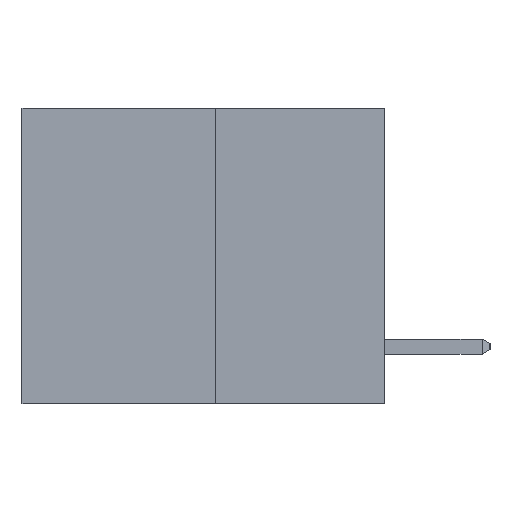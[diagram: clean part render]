
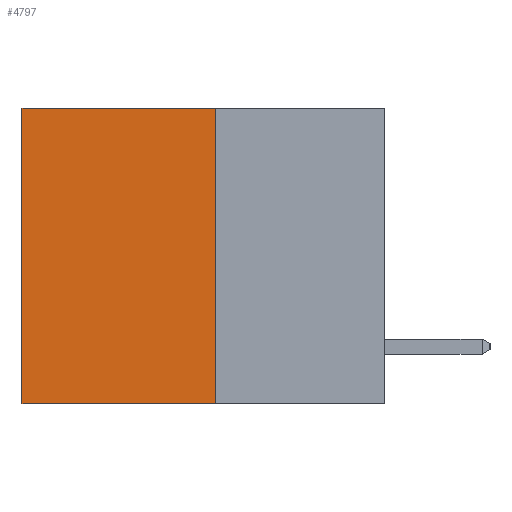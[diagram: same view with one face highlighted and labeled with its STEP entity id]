
A CAD part, left-side view. The second image highlights one B-rep face of the part: STEP entity #4797.
In plain terms, the highlighted planar face has unit normal (-1, 0, 0).
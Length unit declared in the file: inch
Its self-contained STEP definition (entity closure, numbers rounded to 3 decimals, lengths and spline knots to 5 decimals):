
#227 = CARTESIAN_POINT ( 'NONE',  ( 0.3165, 0.28, 0. ) ) ;
#1292 = LINE ( 'NONE', #227, #8362 ) ;
#1836 = VERTEX_POINT ( 'NONE', #11757 ) ;
#1913 = LINE ( 'NONE', #24354, #13057 ) ;
#2728 = CARTESIAN_POINT ( 'NONE',  ( 0.3165, 0.28, -0.49 ) ) ;
#4103 = DIRECTION ( 'NONE',  ( 0., 0., -1. ) ) ;
#4797 = ADVANCED_FACE ( 'NONE', ( #12629 ), #22596, .F. ) ;
#5041 = LINE ( 'NONE', #11726, #14088 ) ;
#5813 = ORIENTED_EDGE ( 'NONE', *, *, #7752, .F. ) ;
#5974 = DIRECTION ( 'NONE',  ( 0., 0., -1. ) ) ;
#6749 = VERTEX_POINT ( 'NONE', #11911 ) ;
#7752 = EDGE_CURVE ( 'NONE', #1836, #11743, #1913, .T. ) ;
#7964 = ORIENTED_EDGE ( 'NONE', *, *, #20216, .F. ) ;
#8258 = DIRECTION ( 'NONE',  ( 0., 1., 0. ) ) ;
#8362 = VECTOR ( 'NONE', #13793, 39.37008 ) ;
#8930 = AXIS2_PLACEMENT_3D ( 'NONE', #2728, #22511, #12715 ) ;
#10522 = CARTESIAN_POINT ( 'NONE',  ( 0.3165, 0.6, -0.49 ) ) ;
#11726 = CARTESIAN_POINT ( 'NONE',  ( 0.3165, 0.6, -0.49 ) ) ;
#11743 = VERTEX_POINT ( 'NONE', #10522 ) ;
#11757 = CARTESIAN_POINT ( 'NONE',  ( 0.3165, 0.28, -0.49 ) ) ;
#11911 = CARTESIAN_POINT ( 'NONE',  ( 0.3165, 0.6, 0. ) ) ;
#12629 = FACE_OUTER_BOUND ( 'NONE', #14232, .T. ) ;
#12715 = DIRECTION ( 'NONE',  ( 0., 0., -1. ) ) ;
#13003 = VECTOR ( 'NONE', #4103, 39.37008 ) ;
#13025 = EDGE_CURVE ( 'NONE', #6749, #11743, #5041, .T. ) ;
#13057 = VECTOR ( 'NONE', #8258, 39.37008 ) ;
#13793 = DIRECTION ( 'NONE',  ( 0., 1., 0. ) ) ;
#14088 = VECTOR ( 'NONE', #5974, 39.37008 ) ;
#14232 = EDGE_LOOP ( 'NONE', ( #20015, #5813, #7964, #18224 ) ) ;
#15080 = EDGE_CURVE ( 'NONE', #21176, #6749, #1292, .T. ) ;
#18224 = ORIENTED_EDGE ( 'NONE', *, *, #15080, .T. ) ;
#20015 = ORIENTED_EDGE ( 'NONE', *, *, #13025, .T. ) ;
#20138 = LINE ( 'NONE', #23355, #13003 ) ;
#20216 = EDGE_CURVE ( 'NONE', #21176, #1836, #20138, .T. ) ;
#21176 = VERTEX_POINT ( 'NONE', #25436 ) ;
#22511 = DIRECTION ( 'NONE',  ( 1., 0., 0. ) ) ;
#22596 = PLANE ( 'NONE',  #8930 ) ;
#23355 = CARTESIAN_POINT ( 'NONE',  ( 0.3165, 0.28, -0.49 ) ) ;
#24354 = CARTESIAN_POINT ( 'NONE',  ( 0.3165, 0.28, -0.49 ) ) ;
#25436 = CARTESIAN_POINT ( 'NONE',  ( 0.3165, 0.28, 0. ) ) ;
